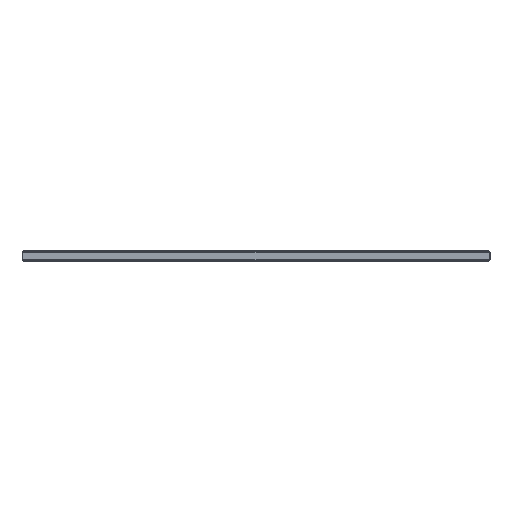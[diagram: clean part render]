
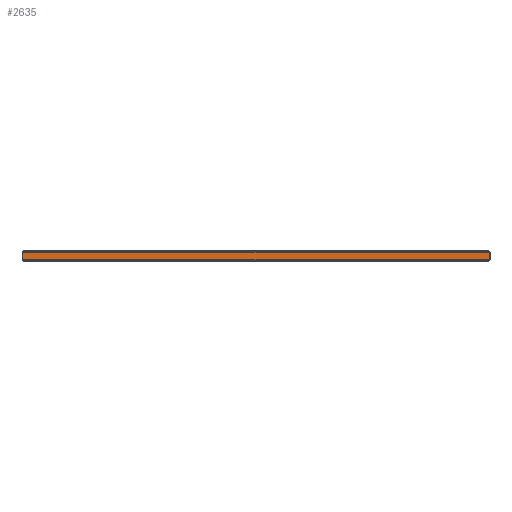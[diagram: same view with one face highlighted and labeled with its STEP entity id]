
A CAD part, left-side view. The second image highlights one B-rep face of the part: STEP entity #2635.
In plain terms, the highlighted planar face has unit normal (-1, 0, 0).
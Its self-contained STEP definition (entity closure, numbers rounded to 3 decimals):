
#134 = LINE ( 'NONE', #4109, #995 ) ;
#287 = VECTOR ( 'NONE', #1835, 1000. ) ;
#355 = LINE ( 'NONE', #4286, #2208 ) ;
#367 = CARTESIAN_POINT ( 'NONE',  ( 0., 797.859, 14.5 ) ) ;
#501 = CARTESIAN_POINT ( 'NONE',  ( 0., 1.141, 1. ) ) ;
#628 = VERTEX_POINT ( 'NONE', #1629 ) ;
#687 = ORIENTED_EDGE ( 'NONE', *, *, #1259, .F. ) ;
#832 = ORIENTED_EDGE ( 'NONE', *, *, #1325, .F. ) ;
#845 = DIRECTION ( 'NONE',  ( 1., 0., 0. ) ) ;
#970 = ORIENTED_EDGE ( 'NONE', *, *, #1915, .T. ) ;
#995 = VECTOR ( 'NONE', #2791, 1000. ) ;
#1259 = EDGE_CURVE ( 'NONE', #628, #1688, #134, .T. ) ;
#1325 = EDGE_CURVE ( 'NONE', #1838, #628, #355, .T. ) ;
#1629 = CARTESIAN_POINT ( 'NONE',  ( 0., 797.859, 1. ) ) ;
#1688 = VERTEX_POINT ( 'NONE', #367 ) ;
#1835 = DIRECTION ( 'NONE',  ( 0., 0., 1. ) ) ;
#1838 = VERTEX_POINT ( 'NONE', #3259 ) ;
#1915 = EDGE_CURVE ( 'NONE', #3849, #1688, #2744, .T. ) ;
#2162 = LINE ( 'NONE', #501, #287 ) ;
#2208 = VECTOR ( 'NONE', #2370, 1000. ) ;
#2370 = DIRECTION ( 'NONE',  ( 0., 1., 0. ) ) ;
#2476 = PLANE ( 'NONE',  #4150 ) ;
#2542 = CARTESIAN_POINT ( 'NONE',  ( 0., 0., 0. ) ) ;
#2635 = ADVANCED_FACE ( 'NONE', ( #3148 ), #2476, .F. ) ;
#2666 = EDGE_LOOP ( 'NONE', ( #970, #687, #832, #2967 ) ) ;
#2744 = LINE ( 'NONE', #2767, #4001 ) ;
#2767 = CARTESIAN_POINT ( 'NONE',  ( 0., 1.707, 14.5 ) ) ;
#2791 = DIRECTION ( 'NONE',  ( 0., 0., 1. ) ) ;
#2967 = ORIENTED_EDGE ( 'NONE', *, *, #4059, .T. ) ;
#3148 = FACE_OUTER_BOUND ( 'NONE', #2666, .T. ) ;
#3259 = CARTESIAN_POINT ( 'NONE',  ( 0., 1.141, 1. ) ) ;
#3735 = DIRECTION ( 'NONE',  ( 0., 1., 0. ) ) ;
#3849 = VERTEX_POINT ( 'NONE', #4287 ) ;
#3853 = DIRECTION ( 'NONE',  ( 0., 0., -1. ) ) ;
#4001 = VECTOR ( 'NONE', #3735, 1000. ) ;
#4059 = EDGE_CURVE ( 'NONE', #1838, #3849, #2162, .T. ) ;
#4109 = CARTESIAN_POINT ( 'NONE',  ( 0., 797.859, 1. ) ) ;
#4150 = AXIS2_PLACEMENT_3D ( 'NONE', #2542, #845, #3853 ) ;
#4286 = CARTESIAN_POINT ( 'NONE',  ( 0., 799., 1. ) ) ;
#4287 = CARTESIAN_POINT ( 'NONE',  ( 0., 1.141, 14.5 ) ) ;
